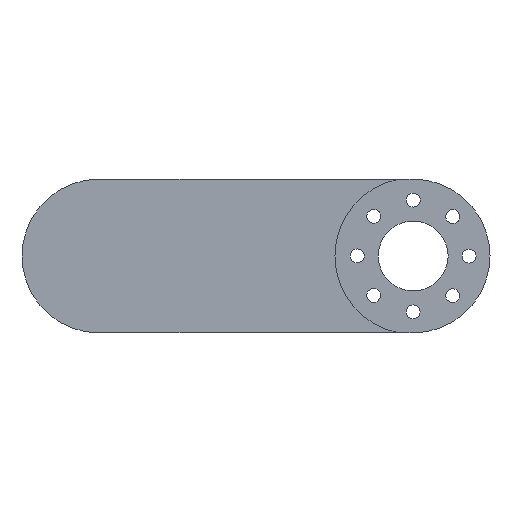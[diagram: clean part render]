
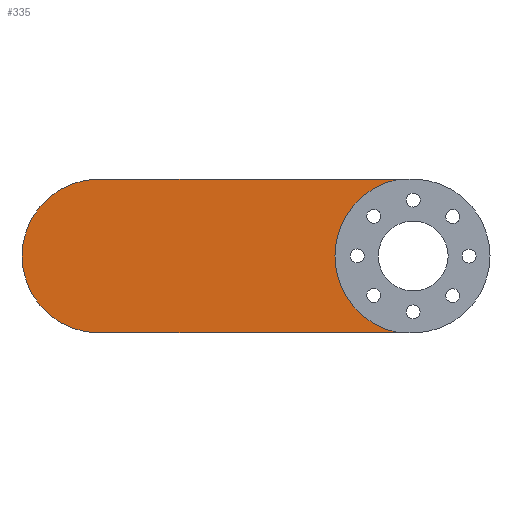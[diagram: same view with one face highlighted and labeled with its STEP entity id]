
A CAD part, left-side view. The second image highlights one B-rep face of the part: STEP entity #335.
In plain terms, the highlighted planar face has unit normal (-1, 0, 0).
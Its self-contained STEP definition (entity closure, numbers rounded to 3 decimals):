
#47=FACE_OUTER_BOUND('',#73,.T.);
#73=EDGE_LOOP('',(#255,#256,#257,#258));
#101=LINE('',#549,#122);
#102=LINE('',#552,#123);
#122=VECTOR('',#443,10.);
#123=VECTOR('',#446,10.);
#150=CIRCLE('',#377,11.2);
#152=CIRCLE('',#380,11.);
#177=VERTEX_POINT('',#540);
#178=VERTEX_POINT('',#542);
#180=VERTEX_POINT('',#548);
#181=VERTEX_POINT('',#550);
#207=EDGE_CURVE('',#178,#177,#150,.T.);
#210=EDGE_CURVE('',#177,#180,#101,.T.);
#211=EDGE_CURVE('',#180,#181,#152,.T.);
#212=EDGE_CURVE('',#181,#178,#102,.T.);
#255=ORIENTED_EDGE('',*,*,#207,.T.);
#256=ORIENTED_EDGE('',*,*,#210,.T.);
#257=ORIENTED_EDGE('',*,*,#211,.T.);
#258=ORIENTED_EDGE('',*,*,#212,.T.);
#329=PLANE('',#379);
#335=ADVANCED_FACE('',(#47),#329,.F.);
#377=AXIS2_PLACEMENT_3D('',#543,#436,#437);
#379=AXIS2_PLACEMENT_3D('',#547,#441,#442);
#380=AXIS2_PLACEMENT_3D('',#551,#444,#445);
#436=DIRECTION('center_axis',(1.,0.,0.));
#437=DIRECTION('ref_axis',(0.,1.,0.));
#441=DIRECTION('center_axis',(1.,0.,0.));
#442=DIRECTION('ref_axis',(0.,1.,0.));
#443=DIRECTION('',(0.,1.,0.));
#444=DIRECTION('center_axis',(-1.,0.,0.));
#445=DIRECTION('ref_axis',(0.,0.,
-1.));
#446=DIRECTION('',(0.,-1.,0.));
#540=CARTESIAN_POINT('',(39.3,-12.893,10.7));
#542=CARTESIAN_POINT('',(39.3,-12.893,-11.3));
#543=CARTESIAN_POINT('Origin',(39.3,-15.,-0.3));
#547=CARTESIAN_POINT('Origin',(39.3,13.,-0.3));
#548=CARTESIAN_POINT('',(39.3,30.,10.7));
#549=CARTESIAN_POINT('',(39.3,-15.,10.7));
#550=CARTESIAN_POINT('',(39.3,30.,-11.3));
#551=CARTESIAN_POINT('Origin',(39.3,30.,-0.3));
#552=CARTESIAN_POINT('',(39.3,-15.,-11.3));
